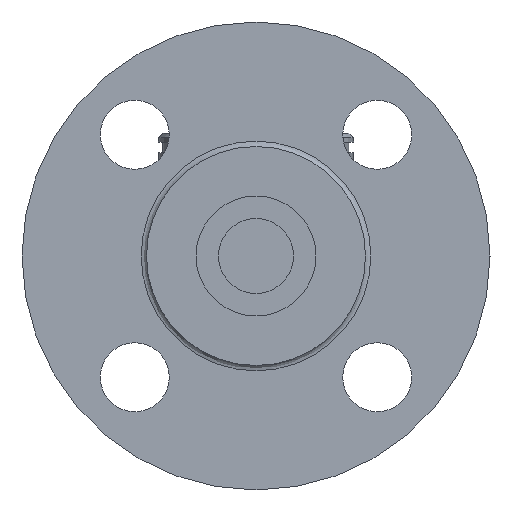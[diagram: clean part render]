
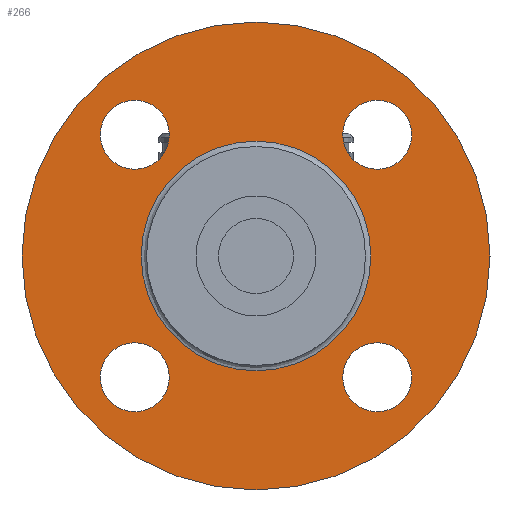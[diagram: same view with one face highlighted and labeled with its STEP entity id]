
A CAD part, left-side view. The second image highlights one B-rep face of the part: STEP entity #266.
In plain terms, the highlighted free-form (B-spline) face has degree [1, 1] with [2, 2] control points.
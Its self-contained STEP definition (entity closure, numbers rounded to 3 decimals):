
#139=CARTESIAN_POINT('',(-98.6,0.0,38.277));
#140=VERTEX_POINT('',#139);
#141=CARTESIAN_POINT('',(-98.6,0.0,0.));
#142=DIRECTION('',(-1.0,0.0,0.0));
#143=DIRECTION('',(0.0,0.0,-1.0));
#144=AXIS2_PLACEMENT_3D('',#141,#142,#143);
#145=CIRCLE('',#144,38.277);
#146=EDGE_CURVE('',#140,#140,#145,.T.);
#203=CARTESIAN_POINT('',(-98.6,78.,78.0));
#204=CARTESIAN_POINT('',(-98.6,78.,-78.));
#205=CARTESIAN_POINT('',(-98.6,-78.,78.0));
#206=CARTESIAN_POINT('',(-98.6,-78.,-78.));
#207=B_SPLINE_SURFACE_WITH_KNOTS('',1,1,((#203,#205),(#204,#206)),.UNSPECIFIED.,.F.,.F.,.U.,(2,2),(2,2),(0.0,156.),(0.0,156.),.UNSPECIFIED.);
#208=CARTESIAN_POINT('',(-98.6,0.0,78.));
#209=VERTEX_POINT('',#208);
#210=CARTESIAN_POINT('',(-98.6,0.0,0.));
#211=DIRECTION('',(-1.0,0.0,0.0));
#212=DIRECTION('',(0.0,0.0,1.0));
#213=AXIS2_PLACEMENT_3D('',#210,#211,#212);
#214=CIRCLE('',#213,78.);
#215=EDGE_CURVE('',#209,#209,#214,.T.);
#216=ORIENTED_EDGE('',*,*,#215,.T.);
#217=EDGE_LOOP('',(#216));
#218=FACE_OUTER_BOUND('',#217,.T.);
#219=CARTESIAN_POINT('',(-98.6,40.411,51.911));
#220=VERTEX_POINT('',#219);
#221=CARTESIAN_POINT('',(-98.6,40.411,40.411));
#222=DIRECTION('',(1.0,0.0,0.0));
#223=DIRECTION('',(0.0,0.0,-1.0));
#224=AXIS2_PLACEMENT_3D('',#221,#222,#223);
#225=CIRCLE('',#224,11.5);
#226=EDGE_CURVE('',#220,#220,#225,.T.);
#227=ORIENTED_EDGE('',*,*,#226,.T.);
#228=EDGE_LOOP('',(#227));
#229=FACE_BOUND('',#228,.T.);
#230=CARTESIAN_POINT('',(-98.6,51.911,-40.411));
#231=VERTEX_POINT('',#230);
#232=CARTESIAN_POINT('',(-98.6,40.411,-40.411));
#233=DIRECTION('',(1.0,0.0,0.0));
#234=DIRECTION('',(0.0,-1.0,0.0));
#235=AXIS2_PLACEMENT_3D('',#232,#233,#234);
#236=CIRCLE('',#235,11.5);
#237=EDGE_CURVE('',#231,#231,#236,.T.);
#238=ORIENTED_EDGE('',*,*,#237,.T.);
#239=EDGE_LOOP('',(#238));
#240=FACE_BOUND('',#239,.T.);
#241=CARTESIAN_POINT('',(-98.6,-40.411,-51.911));
#242=VERTEX_POINT('',#241);
#243=CARTESIAN_POINT('',(-98.6,-40.411,-40.411));
#244=DIRECTION('',(1.0,0.0,0.0));
#245=DIRECTION('',(0.0,0.0,1.0));
#246=AXIS2_PLACEMENT_3D('',#243,#244,#245);
#247=CIRCLE('',#246,11.5);
#248=EDGE_CURVE('',#242,#242,#247,.T.);
#249=ORIENTED_EDGE('',*,*,#248,.T.);
#250=EDGE_LOOP('',(#249));
#251=FACE_BOUND('',#250,.T.);
#252=CARTESIAN_POINT('',(-98.6,-51.911,40.411));
#253=VERTEX_POINT('',#252);
#254=CARTESIAN_POINT('',(-98.6,-40.411,40.411));
#255=DIRECTION('',(1.0,0.0,0.0));
#256=DIRECTION('',(0.0,1.0,0.0));
#257=AXIS2_PLACEMENT_3D('',#254,#255,#256);
#258=CIRCLE('',#257,11.5);
#259=EDGE_CURVE('',#253,#253,#258,.T.);
#260=ORIENTED_EDGE('',*,*,#259,.T.);
#261=EDGE_LOOP('',(#260));
#262=FACE_BOUND('',#261,.T.);
#263=ORIENTED_EDGE('',*,*,#146,.F.);
#264=EDGE_LOOP('',(#263));
#265=FACE_BOUND('',#264,.T.);
#266=ADVANCED_FACE('',(#218,#229,#240,#251,#262,#265),#207,.T.);
